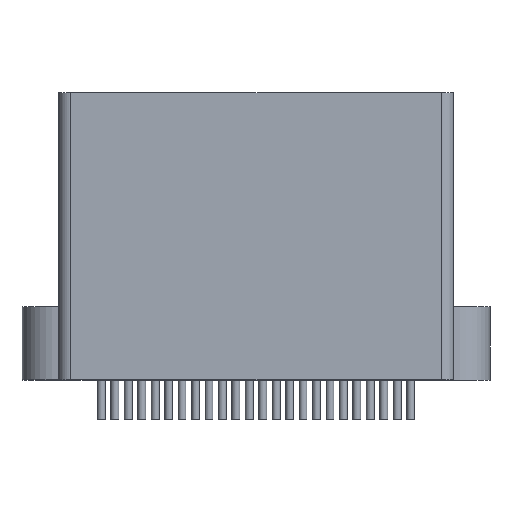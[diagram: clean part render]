
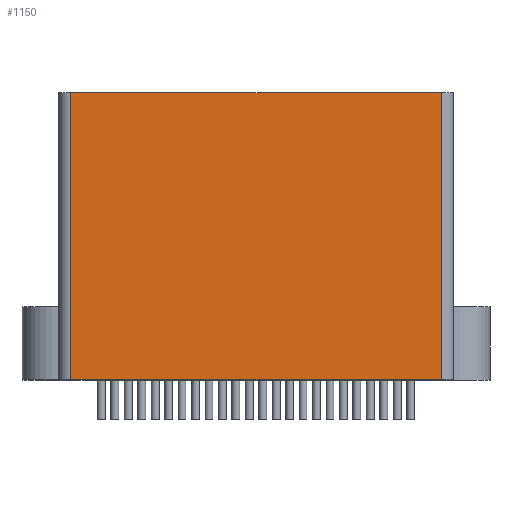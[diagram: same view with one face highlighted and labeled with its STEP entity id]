
A CAD part, top view. The second image highlights one B-rep face of the part: STEP entity #1150.
In plain terms, the highlighted planar face has unit normal (0, 0, 1).
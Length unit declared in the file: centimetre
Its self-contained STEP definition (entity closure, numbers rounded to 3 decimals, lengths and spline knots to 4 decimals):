
#300=CARTESIAN_POINT('',(1.515,2.35,0.4));
#301=VERTEX_POINT('',#300);
#341=CARTESIAN_POINT('',(-1.515,2.35,0.4));
#342=VERTEX_POINT('',#341);
#350=CARTESIAN_POINT('',(12346.515,2.35,0.4));
#351=DIRECTION('',(-1.,0.,0.));
#352=VECTOR('',#351,24690.);
#353=LINE('',#350,#352);
#354=EDGE_CURVE('',#301,#342,#353,.T.);
#489=CARTESIAN_POINT('',(1.515,0.,0.4));
#490=VERTEX_POINT('',#489);
#498=CARTESIAN_POINT('',(-1.515,0.,0.4));
#499=VERTEX_POINT('',#498);
#500=CARTESIAN_POINT('',(-12346.515,0.,0.4));
#501=DIRECTION('',(1.,0.,-0.));
#502=VECTOR('',#501,24690.);
#503=LINE('',#500,#502);
#504=EDGE_CURVE('',#499,#490,#503,.T.);
#1123=CARTESIAN_POINT('',(1.515,-12345.,0.4));
#1124=DIRECTION('',(0.,1.,0.));
#1125=VECTOR('',#1124,24690.);
#1126=LINE('',#1123,#1125);
#1127=EDGE_CURVE('',#490,#301,#1126,.T.);
#1134=CARTESIAN_POINT('',(-0.,0.,0.4));
#1135=DIRECTION('',(0.,0.,1.));
#1136=DIRECTION('',(1.,0.,0.));
#1137=AXIS2_PLACEMENT_3D('',#1134,#1135,#1136);
#1138=PLANE('',#1137);
#1139=ORIENTED_EDGE('',*,*,#1127,.T.);
#1140=ORIENTED_EDGE('',*,*,#354,.T.);
#1141=CARTESIAN_POINT('',(-1.515,-12345.,0.4));
#1142=DIRECTION('',(0.,1.,0.));
#1143=VECTOR('',#1142,24690.);
#1144=LINE('',#1141,#1143);
#1145=EDGE_CURVE('',#499,#342,#1144,.T.);
#1146=ORIENTED_EDGE('',*,*,#1145,.F.);
#1147=ORIENTED_EDGE('',*,*,#504,.T.);
#1148=EDGE_LOOP('',(#1139,#1140,#1146,#1147));
#1149=FACE_BOUND('',#1148,.T.);
#1150=ADVANCED_FACE('',(#1149),#1138,.T.);
